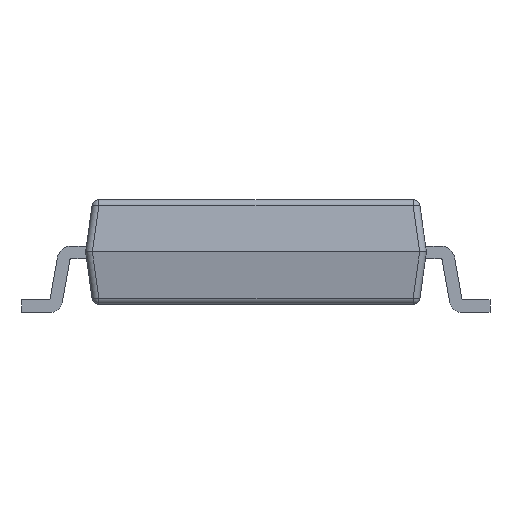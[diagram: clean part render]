
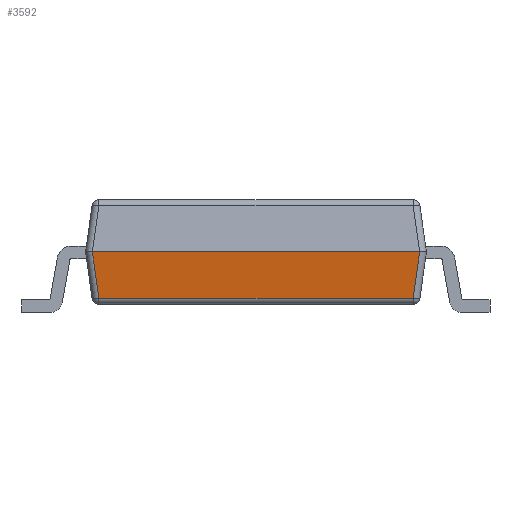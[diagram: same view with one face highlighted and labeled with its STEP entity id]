
A CAD part, left-side view. The second image highlights one B-rep face of the part: STEP entity #3592.
In plain terms, the highlighted planar face has unit normal (-0.99, 0, -0.139).
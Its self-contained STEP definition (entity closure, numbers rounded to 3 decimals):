
#926 = EDGE_CURVE ( 'NONE', #7210, #11355, #15632, .T. ) ;
#1082 = ORIENTED_EDGE ( 'NONE', *, *, #5427, .T. ) ;
#1119 = ORIENTED_EDGE ( 'NONE', *, *, #926, .T. ) ;
#1332 = DIRECTION ( 'NONE',  ( -0.99, 0., -0.139 ) ) ;
#1502 = DIRECTION ( 'NONE',  ( 0., -1., 0. ) ) ;
#1759 = VECTOR ( 'NONE', #8522, 1000. ) ;
#1853 = CARTESIAN_POINT ( 'NONE',  ( -5.728, 3.604, 0.02 ) ) ;
#1972 = VECTOR ( 'NONE', #22127, 1000. ) ;
#2105 = CARTESIAN_POINT ( 'NONE',  ( -5.582, 3.458, -1.021 ) ) ;
#3106 = DIRECTION ( 'NONE',  ( -0.139, 0., 0.99 ) ) ;
#3259 = CARTESIAN_POINT ( 'NONE',  ( -5.725, -3.601, 0. ) ) ;
#3592 = ADVANCED_FACE ( 'NONE', ( #24471 ), #4552, .T. ) ;
#4552 = PLANE ( 'NONE',  #7177 ) ;
#4553 = CARTESIAN_POINT ( 'NONE',  ( -5.585, -3.462, -0.994 ) ) ;
#5427 = EDGE_CURVE ( 'NONE', #11355, #13763, #16807, .T. ) ;
#5880 = ORIENTED_EDGE ( 'NONE', *, *, #6422, .T. ) ;
#6422 = EDGE_CURVE ( 'NONE', #10625, #7210, #8202, .T. ) ;
#6974 = EDGE_CURVE ( 'NONE', #10625, #13763, #11902, .T. ) ;
#7177 = AXIS2_PLACEMENT_3D ( 'NONE', #15462, #1332, #3106 ) ;
#7210 = VERTEX_POINT ( 'NONE', #2105 ) ;
#8202 = LINE ( 'NONE', #1853, #17691 ) ;
#8522 = DIRECTION ( 'NONE',  ( -0.138, -0.138, 0.981 ) ) ;
#10625 = VERTEX_POINT ( 'NONE', #14935 ) ;
#11355 = VERTEX_POINT ( 'NONE', #18666 ) ;
#11902 = LINE ( 'NONE', #24093, #1972 ) ;
#13763 = VERTEX_POINT ( 'NONE', #3259 ) ;
#14935 = CARTESIAN_POINT ( 'NONE',  ( -5.725, 3.601, 0. ) ) ;
#15462 = CARTESIAN_POINT ( 'NONE',  ( -5.725, 3.75, 0. ) ) ;
#15632 = LINE ( 'NONE', #19739, #22317 ) ;
#16807 = LINE ( 'NONE', #4553, #1759 ) ;
#17691 = VECTOR ( 'NONE', #26272, 1000. ) ;
#18666 = CARTESIAN_POINT ( 'NONE',  ( -5.582, -3.458, -1.021 ) ) ;
#19739 = CARTESIAN_POINT ( 'NONE',  ( -5.582, -3.588, -1.021 ) ) ;
#19980 = EDGE_LOOP ( 'NONE', ( #24003, #5880, #1119, #1082 ) ) ;
#22127 = DIRECTION ( 'NONE',  ( 0., -1., 0. ) ) ;
#22317 = VECTOR ( 'NONE', #1502, 1000. ) ;
#24003 = ORIENTED_EDGE ( 'NONE', *, *, #6974, .F. ) ;
#24093 = CARTESIAN_POINT ( 'NONE',  ( -5.725, 3.75, 0. ) ) ;
#24471 = FACE_OUTER_BOUND ( 'NONE', #19980, .T. ) ;
#26272 = DIRECTION ( 'NONE',  ( 0.138, -0.138, -0.981 ) ) ;
